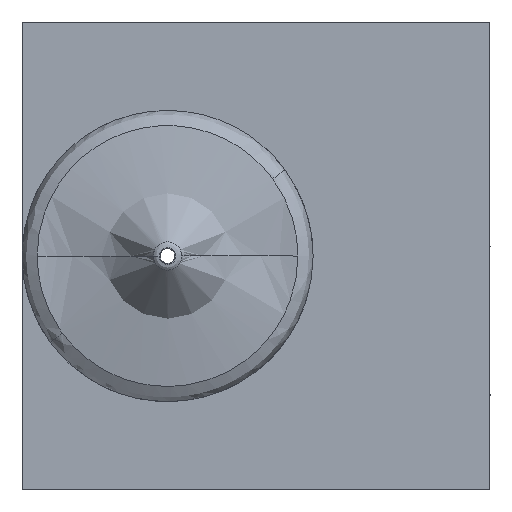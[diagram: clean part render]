
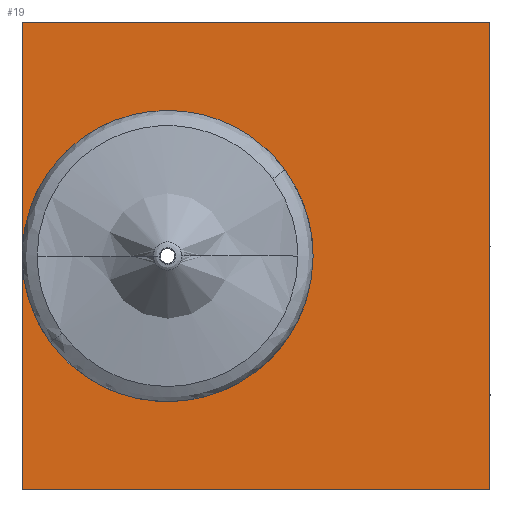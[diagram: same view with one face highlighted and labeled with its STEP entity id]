
A CAD part, front view. The second image highlights one B-rep face of the part: STEP entity #19.
In plain terms, the highlighted planar face has unit normal (0, -1, 0).
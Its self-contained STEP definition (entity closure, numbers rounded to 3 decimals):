
#19=ADVANCED_FACE('',(#116),#1476,.T.);
#116=FACE_OUTER_BOUND('',#204,.T.);
#204=EDGE_LOOP('',(#322,#323,#324,#325,#326,#327,#328));
#322=ORIENTED_EDGE('',*,*,#808,.T.);
#323=ORIENTED_EDGE('',*,*,#802,.T.);
#324=ORIENTED_EDGE('',*,*,#790,.T.);
#325=ORIENTED_EDGE('',*,*,#773,.F.);
#326=ORIENTED_EDGE('',*,*,#789,.T.);
#327=ORIENTED_EDGE('',*,*,#787,.T.);
#328=ORIENTED_EDGE('',*,*,#788,.T.);
#773=EDGE_CURVE('',#1249,#1250,#1201,.T.);
#787=EDGE_CURVE('',#1265,#1266,#1210,.T.);
#788=EDGE_CURVE('',#1266,#1267,#1211,.T.);
#789=EDGE_CURVE('',#1249,#1265,#1212,.T.);
#790=EDGE_CURVE('',#1269,#1250,#1213,.T.);
#802=EDGE_CURVE('',#1268,#1269,#1218,.T.);
#808=EDGE_CURVE('',#1267,#1268,#1224,.T.);
#1201=B_SPLINE_CURVE_WITH_KNOTS('',1,(#3009,#3010),.UNSPECIFIED.,.F.,.F.,
(2,2),(-6.35,6.35),.UNSPECIFIED.);
#1210=B_SPLINE_CURVE_WITH_KNOTS('',1,(#3085,#3086),.UNSPECIFIED.,.F.,.F.,
(2,2),(-6.35,6.35),.UNSPECIFIED.);
#1211=B_SPLINE_CURVE_WITH_KNOTS('',1,(#3087,#3088),.UNSPECIFIED.,.F.,.F.,
(2,2),(-6.35,-0.108),.UNSPECIFIED.);
#1212=B_SPLINE_CURVE_WITH_KNOTS('',1,(#3089,#3090),.UNSPECIFIED.,.F.,.F.,
(2,2),(-6.35,6.35),.UNSPECIFIED.);
#1213=B_SPLINE_CURVE_WITH_KNOTS('',1,(#3091,#3092),.UNSPECIFIED.,.F.,.F.,
(2,2),(0.108,6.35),.UNSPECIFIED.);
#1218=B_SPLINE_CURVE_WITH_KNOTS('',3,(#3183,#3184,#3185,#3186,#3187,#3188,
#3189,#3190,#3191,#3192,#3193,#3194,#3195,#3196,#3197,#3198,#3199,#3200),
 .UNSPECIFIED.,.F.,.F.,(4,2,2,2,2,2,2,2,4),(-24.818,-23.281,
-21.743,-20.205,-18.668,-17.13,
-15.593,-14.055,-12.517),.UNSPECIFIED.);
#1224=B_SPLINE_CURVE_WITH_KNOTS('',3,(#3237,#3238,#3239,#3240,#3241,#3242,
#3243,#3244,#3245,#3246,#3247,#3248,#3249,#3250,#3251,#3252,#3253,#3254),
 .UNSPECIFIED.,.F.,.F.,(4,2,2,2,2,2,2,2,4),(-12.301,-10.764,
-9.226,-7.688,-6.151,-4.613,
-3.075,-1.538,0.),.UNSPECIFIED.);
#1249=VERTEX_POINT('',#2848);
#1250=VERTEX_POINT('',#2849);
#1265=VERTEX_POINT('',#2864);
#1266=VERTEX_POINT('',#2865);
#1267=VERTEX_POINT('',#2866);
#1268=VERTEX_POINT('',#2867);
#1269=VERTEX_POINT('',#2868);
#1476=PLANE('',#1514);
#1514=AXIS2_PLACEMENT_3D('',#1656,#1535,$);
#1535=DIRECTION('',(0.,-1.,0.));
#1656=CARTESIAN_POINT('',(-483.468,63.384,0.));
#2848=CARTESIAN_POINT('',(-483.468,63.384,-12.7));
#2849=CARTESIAN_POINT('',(-496.168,63.384,-12.7));
#2864=CARTESIAN_POINT('',(-483.468,63.384,0.));
#2865=CARTESIAN_POINT('',(-496.168,63.384,0.));
#2866=CARTESIAN_POINT('',(-496.168,63.384,-6.242));
#2867=CARTESIAN_POINT('',(-488.269,63.384,-6.35));
#2868=CARTESIAN_POINT('',(-496.168,63.384,-6.458));
#3009=CARTESIAN_POINT('',(-483.468,63.384,-12.7));
#3010=CARTESIAN_POINT('',(-496.168,63.384,-12.7));
#3085=CARTESIAN_POINT('',(-483.468,63.384,0.));
#3086=CARTESIAN_POINT('',(-496.168,63.384,0.));
#3087=CARTESIAN_POINT('',(-496.168,63.384,0.));
#3088=CARTESIAN_POINT('',(-496.168,63.384,-6.242));
#3089=CARTESIAN_POINT('',(-483.468,63.384,-12.7));
#3090=CARTESIAN_POINT('',(-483.468,63.384,0.));
#3091=CARTESIAN_POINT('',(-496.168,63.384,-6.458));
#3092=CARTESIAN_POINT('',(-496.168,63.384,-12.7));
#3183=CARTESIAN_POINT('',(-488.269,63.384,-6.35));
#3184=CARTESIAN_POINT('',(-488.268,63.384,-6.858));
#3185=CARTESIAN_POINT('',(-488.371,63.384,-7.379));
#3186=CARTESIAN_POINT('',(-488.757,63.384,-8.32));
#3187=CARTESIAN_POINT('',(-489.049,63.384,-8.762));
#3188=CARTESIAN_POINT('',(-489.766,63.384,-9.488));
#3189=CARTESIAN_POINT('',(-490.199,63.384,-9.783));
#3190=CARTESIAN_POINT('',(-491.143,63.384,-10.185));
#3191=CARTESIAN_POINT('',(-491.654,63.384,-10.293));
#3192=CARTESIAN_POINT('',(-492.675,63.384,-10.307));
#3193=CARTESIAN_POINT('',(-493.193,63.384,-10.213));
#3194=CARTESIAN_POINT('',(-494.147,63.384,-9.836));
#3195=CARTESIAN_POINT('',(-494.584,63.384,-9.556));
#3196=CARTESIAN_POINT('',(-495.325,63.384,-8.844));
#3197=CARTESIAN_POINT('',(-495.624,63.384,-8.418));
#3198=CARTESIAN_POINT('',(-496.039,63.384,-7.478));
#3199=CARTESIAN_POINT('',(-496.154,63.384,-6.969));
#3200=CARTESIAN_POINT('',(-496.168,63.384,-6.458));
#3237=CARTESIAN_POINT('',(-496.168,63.384,-6.242));
#3238=CARTESIAN_POINT('',(-496.154,63.384,-5.73));
#3239=CARTESIAN_POINT('',(-496.039,63.384,-5.22));
#3240=CARTESIAN_POINT('',(-495.624,63.384,-4.283));
#3241=CARTESIAN_POINT('',(-495.325,63.384,-3.856));
#3242=CARTESIAN_POINT('',(-494.584,63.384,-3.145));
#3243=CARTESIAN_POINT('',(-494.144,63.384,-2.863));
#3244=CARTESIAN_POINT('',(-493.19,63.384,-2.487));
#3245=CARTESIAN_POINT('',(-492.678,63.384,-2.393));
#3246=CARTESIAN_POINT('',(-491.651,63.384,-2.407));
#3247=CARTESIAN_POINT('',(-491.141,63.384,-2.515));
#3248=CARTESIAN_POINT('',(-490.197,63.384,-2.918));
#3249=CARTESIAN_POINT('',(-489.769,63.384,-3.209));
#3250=CARTESIAN_POINT('',(-489.045,63.384,-3.943));
#3251=CARTESIAN_POINT('',(-488.759,63.384,-4.376));
#3252=CARTESIAN_POINT('',(-488.37,63.384,-5.325));
#3253=CARTESIAN_POINT('',(-488.269,63.384,-5.836));
#3254=CARTESIAN_POINT('',(-488.269,63.384,-6.35));
